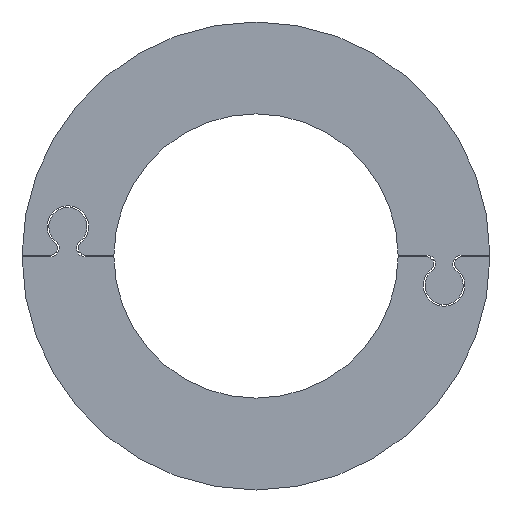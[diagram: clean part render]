
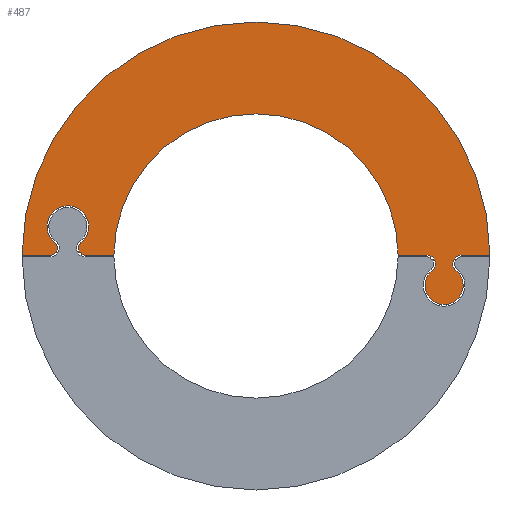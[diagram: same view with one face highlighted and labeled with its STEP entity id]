
A CAD part, front view. The second image highlights one B-rep face of the part: STEP entity #487.
In plain terms, the highlighted planar face has unit normal (0, -1, 0).
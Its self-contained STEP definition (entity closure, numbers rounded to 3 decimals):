
#2 = CARTESIAN_POINT ( 'NONE',  ( -59.249, 0., 2.25 ) ) ;
#5 = VECTOR ( 'NONE', #321, 1000. ) ;
#7 = DIRECTION ( 'NONE',  ( -1., 0., 0. ) ) ;
#8 = DIRECTION ( 'NONE',  ( 0., 0., 1. ) ) ;
#12 = CARTESIAN_POINT ( 'NONE',  ( 0., 0., 0. ) ) ;
#13 = CIRCLE ( 'NONE', #246, 5.5 ) ;
#14 = CIRCLE ( 'NONE', #278, 6. ) ;
#20 = ORIENTED_EDGE ( 'NONE', *, *, #406, .F. ) ;
#45 = ORIENTED_EDGE ( 'NONE', *, *, #324, .F. ) ;
#58 = DIRECTION ( 'NONE',  ( 0., 1., 0. ) ) ;
#59 = PLANE ( 'NONE',  #215 ) ;
#63 = ORIENTED_EDGE ( 'NONE', *, *, #389, .F. ) ;
#72 = CARTESIAN_POINT ( 'NONE',  ( 59.249, 0., 0.25 ) ) ;
#78 = ORIENTED_EDGE ( 'NONE', *, *, #386, .F. ) ;
#84 = ORIENTED_EDGE ( 'NONE', *, *, #355, .F. ) ;
#85 = CARTESIAN_POINT ( 'NONE',  ( -50.499, 0., 3.811 ) ) ;
#87 = VERTEX_POINT ( 'NONE', #527 ) ;
#89 = CARTESIAN_POINT ( 'NONE',  ( 50.812, 0., -4.202 ) ) ;
#94 = CARTESIAN_POINT ( 'NONE',  ( -54.249, 0., 8.495 ) ) ;
#103 = ORIENTED_EDGE ( 'NONE', *, *, #336, .F. ) ;
#106 = ORIENTED_EDGE ( 'NONE', *, *, #351, .F. ) ;
#107 = VERTEX_POINT ( 'NONE', #535 ) ;
#108 = VERTEX_POINT ( 'NONE', #419 ) ;
#110 = DIRECTION ( 'NONE',  ( -1., 0., 0. ) ) ;
#126 = ORIENTED_EDGE ( 'NONE', *, *, #348, .F. ) ;
#129 = CARTESIAN_POINT ( 'NONE',  ( 40.999, 0., 0.25 ) ) ;
#144 = ORIENTED_EDGE ( 'NONE', *, *, #400, .F. ) ;
#151 = CIRCLE ( 'NONE', #284, 2. ) ;
#169 = VERTEX_POINT ( 'NONE', #89 ) ;
#177 = CIRCLE ( 'NONE', #254, 67.5 ) ;
#180 = ORIENTED_EDGE ( 'NONE', *, *, #316, .F. ) ;
#193 = DIRECTION ( 'NONE',  ( 0., 0., 1. ) ) ;
#212 = VERTEX_POINT ( 'NONE', #429 ) ;
#215 = AXIS2_PLACEMENT_3D ( 'NONE', #12, #58, #193 ) ;
#232 = DIRECTION ( 'NONE',  ( 0., 1., 0. ) ) ;
#233 = VERTEX_POINT ( 'NONE', #72 ) ;
#234 = DIRECTION ( 'NONE',  ( 0., 0., 1. ) ) ;
#238 = AXIS2_PLACEMENT_3D ( 'NONE', #2, #416, #551 ) ;
#242 = VERTEX_POINT ( 'NONE', #129 ) ;
#246 = AXIS2_PLACEMENT_3D ( 'NONE', #317, #329, #333 ) ;
#254 = AXIS2_PLACEMENT_3D ( 'NONE', #537, #435, #415 ) ;
#255 = CARTESIAN_POINT ( 'NONE',  ( -49.249, 0., 2.25 ) ) ;
#262 = AXIS2_PLACEMENT_3D ( 'NONE', #458, #475, #454 ) ;
#263 = LINE ( 'NONE', #307, #508 ) ;
#266 = AXIS2_PLACEMENT_3D ( 'NONE', #536, #540, #449 ) ;
#267 = CARTESIAN_POINT ( 'NONE',  ( 54.249, 0., -13.995 ) ) ;
#269 = AXIS2_PLACEMENT_3D ( 'NONE', #410, #427, #8 ) ;
#276 = AXIS2_PLACEMENT_3D ( 'NONE', #498, #541, #545 ) ;
#278 = AXIS2_PLACEMENT_3D ( 'NONE', #94, #296, #290 ) ;
#282 = CARTESIAN_POINT ( 'NONE',  ( -49.249, 0., 0.25 ) ) ;
#284 = AXIS2_PLACEMENT_3D ( 'NONE', #255, #232, #234 ) ;
#285 = VERTEX_POINT ( 'NONE', #394 ) ;
#290 = DIRECTION ( 'NONE',  ( 0., 0., 1. ) ) ;
#291 = ORIENTED_EDGE ( 'NONE', *, *, #330, .F. ) ;
#296 = DIRECTION ( 'NONE',  ( 0., -1., 0. ) ) ;
#307 = CARTESIAN_POINT ( 'NONE',  ( -40.999, 0., 0.25 ) ) ;
#309 = CARTESIAN_POINT ( 'NONE',  ( -57.999, 0., 3.811 ) ) ;
#311 = VERTEX_POINT ( 'NONE', #85 ) ;
#316 = EDGE_CURVE ( 'NONE', #311, #356, #14, .T. ) ;
#317 = CARTESIAN_POINT ( 'NONE',  ( 54.249, 0., -8.495 ) ) ;
#321 = DIRECTION ( 'NONE',  ( -1., 0., 0. ) ) ;
#322 = VERTEX_POINT ( 'NONE', #267 ) ;
#323 = CARTESIAN_POINT ( 'NONE',  ( 59.249, 0., 0.25 ) ) ;
#324 = EDGE_CURVE ( 'NONE', #326, #311, #151, .T. ) ;
#326 = VERTEX_POINT ( 'NONE', #282 ) ;
#329 = DIRECTION ( 'NONE',  ( 0., 1., 0. ) ) ;
#330 = EDGE_CURVE ( 'NONE', #242, #108, #532, .T. ) ;
#333 = DIRECTION ( 'NONE',  ( 0., 0., 1. ) ) ;
#336 = EDGE_CURVE ( 'NONE', #285, #322, #430, .T. ) ;
#337 = DIRECTION ( 'NONE',  ( -1., 0., 0. ) ) ;
#339 = VERTEX_POINT ( 'NONE', #506 ) ;
#348 = EDGE_CURVE ( 'NONE', #233, #285, #457, .T. ) ;
#351 = EDGE_CURVE ( 'NONE', #169, #87, #428, .T. ) ;
#355 = EDGE_CURVE ( 'NONE', #87, #242, #561, .T. ) ;
#356 = VERTEX_POINT ( 'NONE', #309 ) ;
#360 = ORIENTED_EDGE ( 'NONE', *, *, #368, .F. ) ;
#368 = EDGE_CURVE ( 'NONE', #339, #212, #177, .T. ) ;
#379 = EDGE_CURVE ( 'NONE', #322, #169, #13, .T. ) ;
#386 = EDGE_CURVE ( 'NONE', #212, #233, #519, .T. ) ;
#389 = EDGE_CURVE ( 'NONE', #356, #107, #515, .T. ) ;
#394 = CARTESIAN_POINT ( 'NONE',  ( 57.687, 0., -4.202 ) ) ;
#395 = ORIENTED_EDGE ( 'NONE', *, *, #379, .F. ) ;
#400 = EDGE_CURVE ( 'NONE', #108, #326, #263, .T. ) ;
#406 = EDGE_CURVE ( 'NONE', #107, #339, #448, .T. ) ;
#410 = CARTESIAN_POINT ( 'NONE',  ( 54.249, 0., -8.495 ) ) ;
#413 = VECTOR ( 'NONE', #110, 1000. ) ;
#415 = DIRECTION ( 'NONE',  ( 0., 0., 1. ) ) ;
#416 = DIRECTION ( 'NONE',  ( 0., 1., 0. ) ) ;
#419 = CARTESIAN_POINT ( 'NONE',  ( -40.999, 0., 0.25 ) ) ;
#427 = DIRECTION ( 'NONE',  ( 0., 1., 0. ) ) ;
#428 = CIRCLE ( 'NONE', #262, 2.5 ) ;
#429 = CARTESIAN_POINT ( 'NONE',  ( 67.5, 0., 0.25 ) ) ;
#430 = CIRCLE ( 'NONE', #269, 5.5 ) ;
#435 = DIRECTION ( 'NONE',  ( 0., 1., 0. ) ) ;
#448 = LINE ( 'NONE', #484, #5 ) ;
#449 = DIRECTION ( 'NONE',  ( 0., 0., 1. ) ) ;
#453 = CARTESIAN_POINT ( 'NONE',  ( 49.249, 0., 0.25 ) ) ;
#454 = DIRECTION ( 'NONE',  ( 0., 0., -1. ) ) ;
#457 = CIRCLE ( 'NONE', #266, 2.5 ) ;
#458 = CARTESIAN_POINT ( 'NONE',  ( 49.249, 0., -2.25 ) ) ;
#475 = DIRECTION ( 'NONE',  ( 0., -1., 0. ) ) ;
#484 = CARTESIAN_POINT ( 'NONE',  ( -59.249, 0., 0.25 ) ) ;
#487 = ADVANCED_FACE ( 'NONE', ( #555 ), #59, .F. ) ;
#498 = CARTESIAN_POINT ( 'NONE',  ( 0., 0., 0. ) ) ;
#506 = CARTESIAN_POINT ( 'NONE',  ( -67.5, 0., 0.25 ) ) ;
#508 = VECTOR ( 'NONE', #7, 1000. ) ;
#515 = CIRCLE ( 'NONE', #238, 2. ) ;
#518 = VECTOR ( 'NONE', #337, 1000. ) ;
#519 = LINE ( 'NONE', #323, #518 ) ;
#527 = CARTESIAN_POINT ( 'NONE',  ( 49.249, 0., 0.25 ) ) ;
#532 = CIRCLE ( 'NONE', #276, 41. ) ;
#535 = CARTESIAN_POINT ( 'NONE',  ( -59.249, 0., 0.25 ) ) ;
#536 = CARTESIAN_POINT ( 'NONE',  ( 59.249, 0., -2.25 ) ) ;
#537 = CARTESIAN_POINT ( 'NONE',  ( 0., 0., 0. ) ) ;
#540 = DIRECTION ( 'NONE',  ( 0., -1., 0. ) ) ;
#541 = DIRECTION ( 'NONE',  ( 0., -1., 0. ) ) ;
#545 = DIRECTION ( 'NONE',  ( 0., 0., 1. ) ) ;
#551 = DIRECTION ( 'NONE',  ( 0., 0., -1. ) ) ;
#555 = FACE_OUTER_BOUND ( 'NONE', #558, .T. ) ;
#558 = EDGE_LOOP ( 'NONE', ( #360, #20, #63, #180, #45, #144, #291, #84, #106, #395, #103, #126, #78 ) ) ;
#561 = LINE ( 'NONE', #453, #413 ) ;
